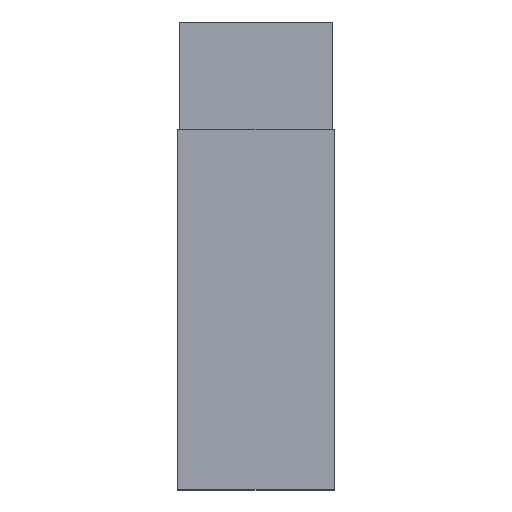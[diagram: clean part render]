
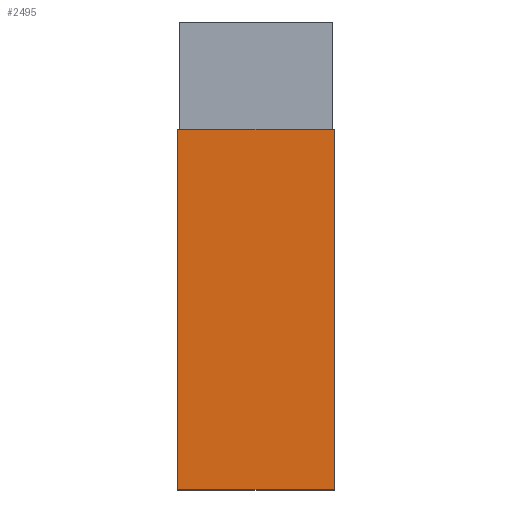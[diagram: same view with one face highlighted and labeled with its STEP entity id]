
A CAD part, top view. The second image highlights one B-rep face of the part: STEP entity #2495.
In plain terms, the highlighted planar face has unit normal (0, 0, 1).
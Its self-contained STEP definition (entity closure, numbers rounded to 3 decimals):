
#150=LINE('',#4290,#360);
#152=LINE('',#4294,#362);
#153=LINE('',#4296,#363);
#154=LINE('',#4298,#364);
#360=VECTOR('',#3490,1000.);
#362=VECTOR('',#3494,1000.);
#363=VECTOR('',#3495,1000.);
#364=VECTOR('',#3496,1000.);
#597=ORIENTED_EDGE('',*,*,#1268,.T.);
#598=ORIENTED_EDGE('',*,*,#1269,.F.);
#599=ORIENTED_EDGE('',*,*,#1270,.F.);
#600=ORIENTED_EDGE('',*,*,#1266,.T.);
#1266=EDGE_CURVE('',#1601,#1600,#150,.T.);
#1268=EDGE_CURVE('',#1600,#1602,#152,.T.);
#1269=EDGE_CURVE('',#1603,#1602,#153,.T.);
#1270=EDGE_CURVE('',#1601,#1603,#154,.T.);
#1600=VERTEX_POINT('',#4289);
#1601=VERTEX_POINT('',#4291);
#1602=VERTEX_POINT('',#4295);
#1603=VERTEX_POINT('',#4297);
#1931=EDGE_LOOP('',(#597,#598,#599,#600));
#2165=FACE_BOUND('',#1931,.T.);
#2394=PLANE('',#3164);
#2495=ADVANCED_FACE('',(#2165),#2394,.F.);
#3164=AXIS2_PLACEMENT_3D('',#4293,#3492,#3493);
#3490=DIRECTION('',(0.,-1.,0.));
#3492=DIRECTION('',(0.,0.,-1.));
#3493=DIRECTION('',(-1.,0.,0.));
#3494=DIRECTION('',(1.,0.,0.));
#3495=DIRECTION('',(0.,-1.,0.));
#3496=DIRECTION('',(1.,0.,0.));
#4289=CARTESIAN_POINT('',(-5.,0.,0.));
#4290=CARTESIAN_POINT('',(-5.,23.,0.));
#4291=CARTESIAN_POINT('',(-5.,23.,0.));
#4293=CARTESIAN_POINT('',(-5.,23.,0.));
#4294=CARTESIAN_POINT('',(-5.,0.,0.));
#4295=CARTESIAN_POINT('',(5.,0.,0.));
#4296=CARTESIAN_POINT('',(5.,23.,0.));
#4297=CARTESIAN_POINT('',(5.,23.,0.));
#4298=CARTESIAN_POINT('',(-5.,23.,0.));
